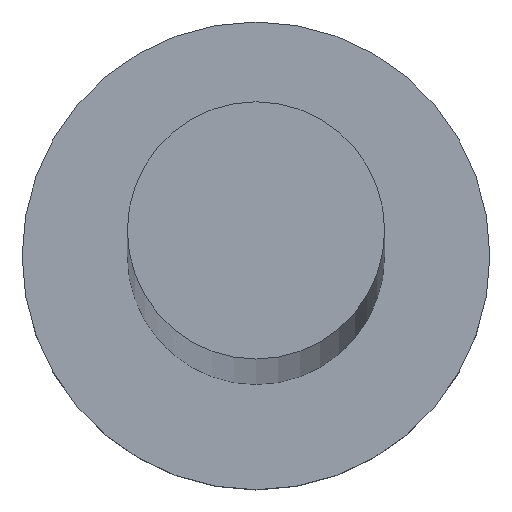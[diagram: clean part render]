
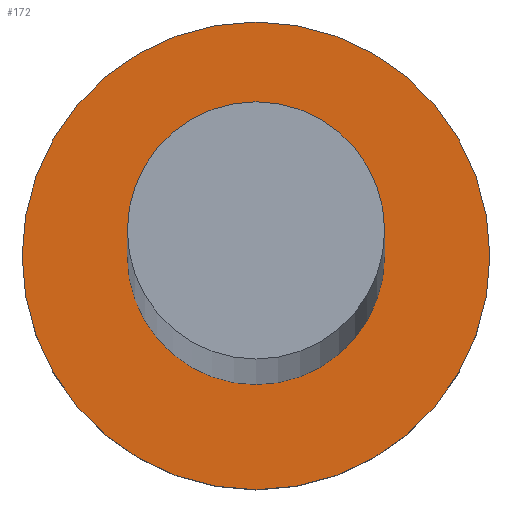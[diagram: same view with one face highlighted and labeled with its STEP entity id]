
A CAD part, top view. The second image highlights one B-rep face of the part: STEP entity #172.
In plain terms, the highlighted planar face has unit normal (0, 0, 1).
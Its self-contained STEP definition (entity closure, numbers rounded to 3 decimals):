
#1 = DIRECTION ( 'NONE',  ( 0., 0., 1. ) ) ;
#4 = EDGE_CURVE ( 'NONE', #158, #103, #135, .T. ) ;
#5 = DIRECTION ( 'NONE',  ( 1., 0., 0. ) ) ;
#21 = EDGE_CURVE ( 'NONE', #213, #127, #242, .T. ) ;
#27 = DIRECTION ( 'NONE',  ( 1., 0., 0. ) ) ;
#28 = EDGE_CURVE ( 'NONE', #103, #158, #163, .T. ) ;
#31 = AXIS2_PLACEMENT_3D ( 'NONE', #89, #106, #5 ) ;
#32 = DIRECTION ( 'NONE',  ( 0., 0., 1. ) ) ;
#39 = CARTESIAN_POINT ( 'NONE',  ( -5., 0., 3. ) ) ;
#71 = AXIS2_PLACEMENT_3D ( 'NONE', #194, #32, #155 ) ;
#89 = CARTESIAN_POINT ( 'NONE',  ( 0., 0., 3. ) ) ;
#98 = AXIS2_PLACEMENT_3D ( 'NONE', #215, #1, #175 ) ;
#99 = ORIENTED_EDGE ( 'NONE', *, *, #21, .T. ) ;
#103 = VERTEX_POINT ( 'NONE', #196 ) ;
#106 = DIRECTION ( 'NONE',  ( 0., 0., 1. ) ) ;
#111 = FACE_OUTER_BOUND ( 'NONE', #231, .T. ) ;
#127 = VERTEX_POINT ( 'NONE', #39 ) ;
#135 = CIRCLE ( 'NONE', #227, 2.75 ) ;
#138 = EDGE_CURVE ( 'NONE', #127, #213, #198, .T. ) ;
#142 = ORIENTED_EDGE ( 'NONE', *, *, #138, .T. ) ;
#146 = FACE_BOUND ( 'NONE', #233, .T. ) ;
#155 = DIRECTION ( 'NONE',  ( 1., 0., 0. ) ) ;
#156 = ORIENTED_EDGE ( 'NONE', *, *, #4, .F. ) ;
#158 = VERTEX_POINT ( 'NONE', #232 ) ;
#160 = CARTESIAN_POINT ( 'NONE',  ( 5., 0., 3. ) ) ;
#163 = CIRCLE ( 'NONE', #71, 2.75 ) ;
#168 = ORIENTED_EDGE ( 'NONE', *, *, #28, .F. ) ;
#172 = ADVANCED_FACE ( 'NONE', ( #146, #111 ), #224, .T. ) ;
#175 = DIRECTION ( 'NONE',  ( 1., 0., 0. ) ) ;
#181 = AXIS2_PLACEMENT_3D ( 'NONE', #195, #201, #202 ) ;
#194 = CARTESIAN_POINT ( 'NONE',  ( 0., 0., 3. ) ) ;
#195 = CARTESIAN_POINT ( 'NONE',  ( 0., 0., 3. ) ) ;
#196 = CARTESIAN_POINT ( 'NONE',  ( -2.75, 0., 3. ) ) ;
#198 = CIRCLE ( 'NONE', #31, 5. ) ;
#201 = DIRECTION ( 'NONE',  ( 0., 0., 1. ) ) ;
#202 = DIRECTION ( 'NONE',  ( 1., 0., 0. ) ) ;
#213 = VERTEX_POINT ( 'NONE', #160 ) ;
#215 = CARTESIAN_POINT ( 'NONE',  ( 0., 0., 3. ) ) ;
#218 = CARTESIAN_POINT ( 'NONE',  ( 0., 0., 3. ) ) ;
#224 = PLANE ( 'NONE',  #181 ) ;
#227 = AXIS2_PLACEMENT_3D ( 'NONE', #218, #238, #27 ) ;
#231 = EDGE_LOOP ( 'NONE', ( #142, #99 ) ) ;
#232 = CARTESIAN_POINT ( 'NONE',  ( 2.75, 0., 3. ) ) ;
#233 = EDGE_LOOP ( 'NONE', ( #168, #156 ) ) ;
#238 = DIRECTION ( 'NONE',  ( 0., 0., 1. ) ) ;
#242 = CIRCLE ( 'NONE', #98, 5. ) ;
